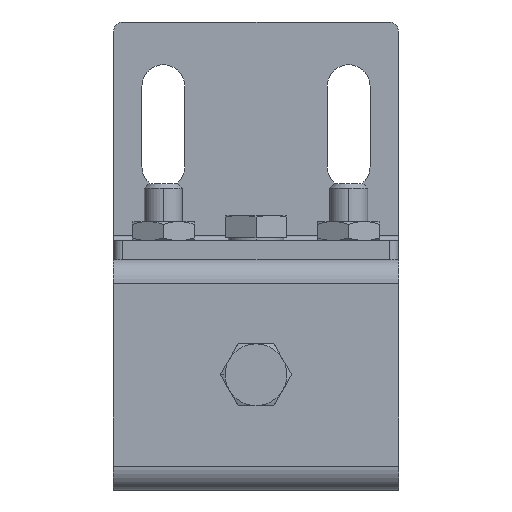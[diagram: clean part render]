
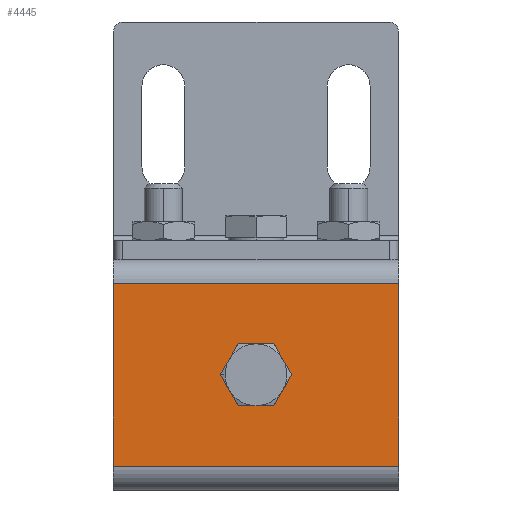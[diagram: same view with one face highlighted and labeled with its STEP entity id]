
A CAD part, left-side view. The second image highlights one B-rep face of the part: STEP entity #4445.
In plain terms, the highlighted planar face has unit normal (-1, 0, 0).
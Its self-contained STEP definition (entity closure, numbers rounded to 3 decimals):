
#2 = DIRECTION ( 'NONE',  ( 0., 0., -1. ) ) ;
#179 = EDGE_CURVE ( 'NONE', #1915, #887, #3435, .T. ) ;
#189 = VECTOR ( 'NONE', #4512, 1000. ) ;
#304 = VECTOR ( 'NONE', #1923, 1000. ) ;
#362 = LINE ( 'NONE', #405, #189 ) ;
#405 = CARTESIAN_POINT ( 'NONE',  ( -21., 30., 43.5 ) ) ;
#483 = CARTESIAN_POINT ( 'NONE',  ( -21., 30., 5. ) ) ;
#519 = CARTESIAN_POINT ( 'NONE',  ( -21., 30., 43.5 ) ) ;
#555 = VECTOR ( 'NONE', #3755, 1000. ) ;
#635 = EDGE_CURVE ( 'NONE', #1915, #2492, #4520, .T. ) ;
#822 = VERTEX_POINT ( 'NONE', #4002 ) ;
#884 = CARTESIAN_POINT ( 'NONE',  ( -21., 0., 24.25 ) ) ;
#887 = VERTEX_POINT ( 'NONE', #4347 ) ;
#939 = CARTESIAN_POINT ( 'NONE',  ( -21., 0., 27.573 ) ) ;
#1152 = CARTESIAN_POINT ( 'NONE',  ( -21., 30., 0. ) ) ;
#1324 = EDGE_CURVE ( 'NONE', #887, #822, #1847, .T. ) ;
#1439 = FACE_OUTER_BOUND ( 'NONE', #3772, .T. ) ;
#1607 = ORIENTED_EDGE ( 'NONE', *, *, #3567, .F. ) ;
#1748 = CIRCLE ( 'NONE', #2927, 3.324 ) ;
#1847 = LINE ( 'NONE', #3406, #555 ) ;
#1915 = VERTEX_POINT ( 'NONE', #4635 ) ;
#1923 = DIRECTION ( 'NONE',  ( 0., -1., 0. ) ) ;
#1928 = ORIENTED_EDGE ( 'NONE', *, *, #635, .F. ) ;
#2033 = VERTEX_POINT ( 'NONE', #939 ) ;
#2061 = DIRECTION ( 'NONE',  ( -1., 0., 0. ) ) ;
#2087 = VECTOR ( 'NONE', #2662, 1000. ) ;
#2167 = FACE_BOUND ( 'NONE', #2525, .T. ) ;
#2192 = DIRECTION ( 'NONE',  ( -1., 0., 0. ) ) ;
#2312 = ORIENTED_EDGE ( 'NONE', *, *, #4748, .F. ) ;
#2368 = DIRECTION ( 'NONE',  ( 0., -1., 0. ) ) ;
#2492 = VERTEX_POINT ( 'NONE', #519 ) ;
#2525 = EDGE_LOOP ( 'NONE', ( #4053, #2312 ) ) ;
#2662 = DIRECTION ( 'NONE',  ( 0., 0., 1. ) ) ;
#2671 = ORIENTED_EDGE ( 'NONE', *, *, #179, .T. ) ;
#2829 = AXIS2_PLACEMENT_3D ( 'NONE', #4810, #2973, #2 ) ;
#2927 = AXIS2_PLACEMENT_3D ( 'NONE', #3957, #2192, #4035 ) ;
#2973 = DIRECTION ( 'NONE',  ( 1., 0., 0. ) ) ;
#2988 = EDGE_CURVE ( 'NONE', #2033, #4334, #1748, .T. ) ;
#3061 = CIRCLE ( 'NONE', #4231, 3.324 ) ;
#3223 = CARTESIAN_POINT ( 'NONE',  ( -21., 0., 20.927 ) ) ;
#3406 = CARTESIAN_POINT ( 'NONE',  ( -21., -30., 0. ) ) ;
#3435 = LINE ( 'NONE', #483, #304 ) ;
#3567 = EDGE_CURVE ( 'NONE', #2492, #822, #362, .T. ) ;
#3755 = DIRECTION ( 'NONE',  ( 0., 0., 1. ) ) ;
#3772 = EDGE_LOOP ( 'NONE', ( #3862, #1607, #1928, #2671 ) ) ;
#3862 = ORIENTED_EDGE ( 'NONE', *, *, #1324, .T. ) ;
#3957 = CARTESIAN_POINT ( 'NONE',  ( -21., 0., 24.25 ) ) ;
#4002 = CARTESIAN_POINT ( 'NONE',  ( -21., -30., 43.5 ) ) ;
#4035 = DIRECTION ( 'NONE',  ( 0., -1., 0. ) ) ;
#4053 = ORIENTED_EDGE ( 'NONE', *, *, #2988, .F. ) ;
#4070 = PLANE ( 'NONE',  #2829 ) ;
#4231 = AXIS2_PLACEMENT_3D ( 'NONE', #884, #2061, #2368 ) ;
#4334 = VERTEX_POINT ( 'NONE', #3223 ) ;
#4347 = CARTESIAN_POINT ( 'NONE',  ( -21., -30., 5. ) ) ;
#4445 = ADVANCED_FACE ( 'NONE', ( #2167, #1439 ), #4070, .F. ) ;
#4512 = DIRECTION ( 'NONE',  ( 0., -1., 0. ) ) ;
#4520 = LINE ( 'NONE', #1152, #2087 ) ;
#4635 = CARTESIAN_POINT ( 'NONE',  ( -21., 30., 5. ) ) ;
#4748 = EDGE_CURVE ( 'NONE', #4334, #2033, #3061, .T. ) ;
#4810 = CARTESIAN_POINT ( 'NONE',  ( -21., 30., 0. ) ) ;
